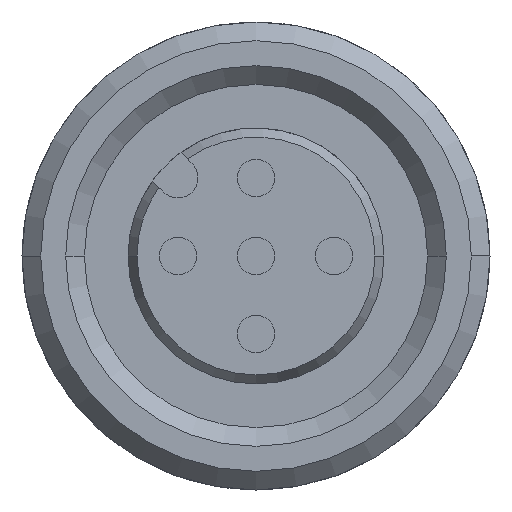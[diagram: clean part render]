
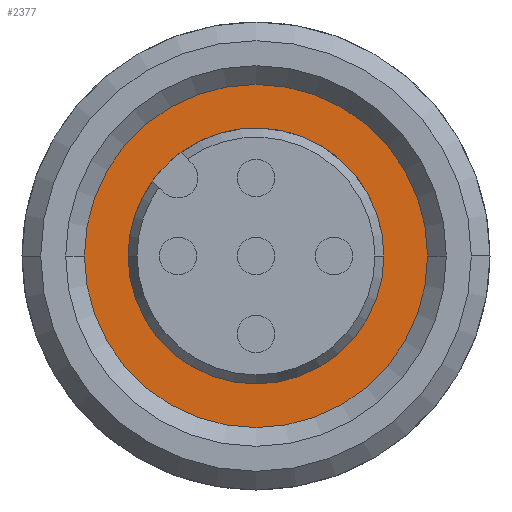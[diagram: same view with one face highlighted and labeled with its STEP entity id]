
A CAD part, left-side view. The second image highlights one B-rep face of the part: STEP entity #2377.
In plain terms, the highlighted planar face has unit normal (-1, 0, 0).
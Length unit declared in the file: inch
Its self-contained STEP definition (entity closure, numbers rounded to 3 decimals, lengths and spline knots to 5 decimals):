
#83 = ORIENTED_EDGE ( 'NONE', *, *, #999, .T. ) ;
#339 = CARTESIAN_POINT ( 'NONE',  ( -0.16535, 0., 0. ) ) ;
#354 = ORIENTED_EDGE ( 'NONE', *, *, #372, .T. ) ;
#372 = EDGE_CURVE ( 'NONE', #1121, #1337, #2989, .T. ) ;
#401 = FACE_BOUND ( 'NONE', #939, .T. ) ;
#454 = CIRCLE ( 'NONE', #2995, 0.16142 ) ;
#627 = DIRECTION ( 'NONE',  ( -1., 0., 0. ) ) ;
#776 = DIRECTION ( 'NONE',  ( -1., 0., 0. ) ) ;
#834 = DIRECTION ( 'NONE',  ( 1., 0., 0. ) ) ;
#939 = EDGE_LOOP ( 'NONE', ( #2763, #354 ) ) ;
#942 = EDGE_CURVE ( 'NONE', #1337, #1121, #454, .T. ) ;
#999 = EDGE_CURVE ( 'NONE', #3092, #2701, #1222, .T. ) ;
#1104 = CARTESIAN_POINT ( 'NONE',  ( -0.16535, 0., -0.18898 ) ) ;
#1120 = DIRECTION ( 'NONE',  ( 0., 0., 1. ) ) ;
#1121 = VERTEX_POINT ( 'NONE', #1805 ) ;
#1222 = CIRCLE ( 'NONE', #2950, 0.21654 ) ;
#1247 = ORIENTED_EDGE ( 'NONE', *, *, #1525, .T. ) ;
#1329 = DIRECTION ( 'NONE',  ( 0., -1., 0. ) ) ;
#1337 = VERTEX_POINT ( 'NONE', #2673 ) ;
#1372 = PLANE ( 'NONE',  #2901 ) ;
#1375 = AXIS2_PLACEMENT_3D ( 'NONE', #1836, #1818, #2517 ) ;
#1525 = EDGE_CURVE ( 'NONE', #2701, #3092, #1673, .T. ) ;
#1605 = CARTESIAN_POINT ( 'NONE',  ( -0.16535, 0., 0. ) ) ;
#1673 = CIRCLE ( 'NONE', #1375, 0.21654 ) ;
#1732 = DIRECTION ( 'NONE',  ( 0., -1., 0. ) ) ;
#1805 = CARTESIAN_POINT ( 'NONE',  ( -0.16535, 0.16142, 0. ) ) ;
#1818 = DIRECTION ( 'NONE',  ( -1., 0., 0. ) ) ;
#1836 = CARTESIAN_POINT ( 'NONE',  ( -0.16535, 0., 0. ) ) ;
#1838 = CARTESIAN_POINT ( 'NONE',  ( -0.16535, 0.21654, 0. ) ) ;
#1966 = CARTESIAN_POINT ( 'NONE',  ( -0.16535, 0., 0. ) ) ;
#2085 = FACE_OUTER_BOUND ( 'NONE', #2668, .T. ) ;
#2377 = ADVANCED_FACE ( 'NONE', ( #401, #2085 ), #1372, .T. ) ;
#2517 = DIRECTION ( 'NONE',  ( 0., -1., 0. ) ) ;
#2557 = DIRECTION ( 'NONE',  ( 1., 0., 0. ) ) ;
#2653 = AXIS2_PLACEMENT_3D ( 'NONE', #1605, #2557, #2833 ) ;
#2668 = EDGE_LOOP ( 'NONE', ( #83, #1247 ) ) ;
#2673 = CARTESIAN_POINT ( 'NONE',  ( -0.16535, -0.16142, 0. ) ) ;
#2701 = VERTEX_POINT ( 'NONE', #1838 ) ;
#2759 = CARTESIAN_POINT ( 'NONE',  ( -0.16535, -0.21654, 0. ) ) ;
#2763 = ORIENTED_EDGE ( 'NONE', *, *, #942, .T. ) ;
#2833 = DIRECTION ( 'NONE',  ( 0., -1., 0. ) ) ;
#2901 = AXIS2_PLACEMENT_3D ( 'NONE', #1104, #627, #1120 ) ;
#2950 = AXIS2_PLACEMENT_3D ( 'NONE', #1966, #776, #1732 ) ;
#2989 = CIRCLE ( 'NONE', #2653, 0.16142 ) ;
#2995 = AXIS2_PLACEMENT_3D ( 'NONE', #339, #834, #1329 ) ;
#3092 = VERTEX_POINT ( 'NONE', #2759 ) ;
